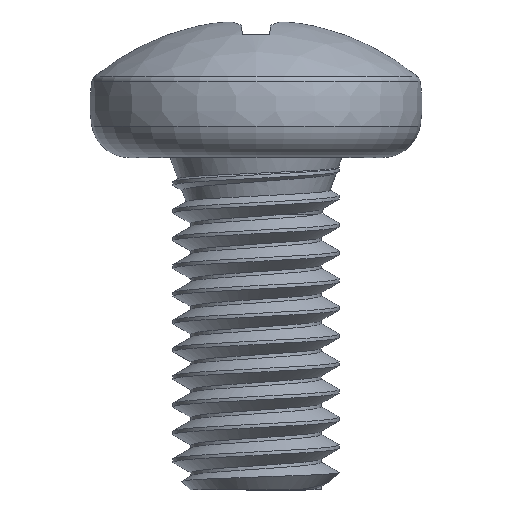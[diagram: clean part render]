
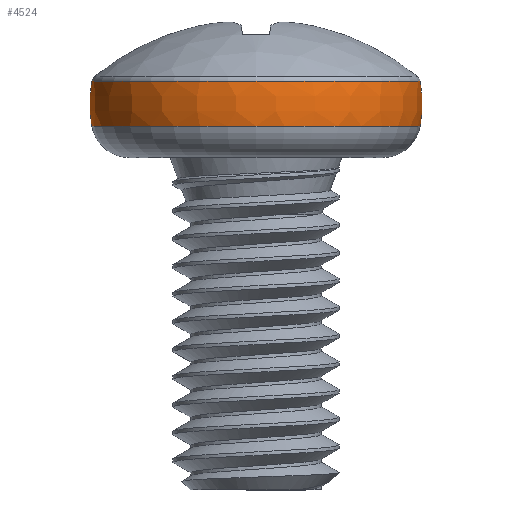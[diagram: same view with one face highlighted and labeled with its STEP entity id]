
A CAD part, left-side view. The second image highlights one B-rep face of the part: STEP entity #4524.
In plain terms, the highlighted toroidal (fillet/blend) face has major radius 0.71 mm and minor radius 2.29 mm.
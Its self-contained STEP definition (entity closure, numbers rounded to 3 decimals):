
#267 = EDGE_CURVE ( 'NONE', #3662, #2461, #2588, .T. ) ;
#379 = CARTESIAN_POINT ( 'NONE',  ( 0., 0., 2.316 ) ) ;
#409 = CARTESIAN_POINT ( 'NONE',  ( 0., -0.71, 2.721 ) ) ;
#764 = CARTESIAN_POINT ( 'NONE',  ( 0., 0., 2.721 ) ) ;
#792 = EDGE_CURVE ( 'NONE', #4467, #4572, #992, .T. ) ;
#804 = DIRECTION ( 'NONE',  ( 0., 0., 1. ) ) ;
#899 = FACE_OUTER_BOUND ( 'NONE', #1532, .T. ) ;
#992 = CIRCLE ( 'NONE', #4637, 2.29 ) ;
#996 = DIRECTION ( 'NONE',  ( 0., 0., 1. ) ) ;
#1139 = ORIENTED_EDGE ( 'NONE', *, *, #3187, .F. ) ;
#1206 = DIRECTION ( 'NONE',  ( 0., 0., 1. ) ) ;
#1298 = ORIENTED_EDGE ( 'NONE', *, *, #267, .F. ) ;
#1441 = AXIS2_PLACEMENT_3D ( 'NONE', #2952, #4436, #2138 ) ;
#1506 = EDGE_CURVE ( 'NONE', #3662, #4467, #4541, .T. ) ;
#1532 = EDGE_LOOP ( 'NONE', ( #1298, #4805, #3497, #1139 ) ) ;
#2138 = DIRECTION ( 'NONE',  ( 0., 1., 0. ) ) ;
#2150 = AXIS2_PLACEMENT_3D ( 'NONE', #379, #4967, #3451 ) ;
#2187 = CIRCLE ( 'NONE', #2859, 2.964 ) ;
#2318 = CARTESIAN_POINT ( 'NONE',  ( 0., -2.964, 3.125 ) ) ;
#2461 = VERTEX_POINT ( 'NONE', #4167 ) ;
#2588 = CIRCLE ( 'NONE', #1441, 2.29 ) ;
#2835 = CARTESIAN_POINT ( 'NONE',  ( 0., 2.964, 2.316 ) ) ;
#2859 = AXIS2_PLACEMENT_3D ( 'NONE', #4833, #996, #3727 ) ;
#2952 = CARTESIAN_POINT ( 'NONE',  ( 0., 0.71, 2.721 ) ) ;
#3027 = CARTESIAN_POINT ( 'NONE',  ( 0., -2.964, 2.316 ) ) ;
#3187 = EDGE_CURVE ( 'NONE', #2461, #4572, #2187, .T. ) ;
#3451 = DIRECTION ( 'NONE',  ( 0., -1., 0. ) ) ;
#3497 = ORIENTED_EDGE ( 'NONE', *, *, #792, .T. ) ;
#3549 = DIRECTION ( 'NONE',  ( -1., 0., 0. ) ) ;
#3619 = TOROIDAL_SURFACE ( 'NONE', #4869, 0.71, 2.29 ) ;
#3662 = VERTEX_POINT ( 'NONE', #2835 ) ;
#3727 = DIRECTION ( 'NONE',  ( 0., -1., 0. ) ) ;
#4167 = CARTESIAN_POINT ( 'NONE',  ( 0., 2.964, 3.125 ) ) ;
#4436 = DIRECTION ( 'NONE',  ( 1., 0., 0. ) ) ;
#4467 = VERTEX_POINT ( 'NONE', #3027 ) ;
#4524 = ADVANCED_FACE ( 'NONE', ( #899 ), #3619, .T. ) ;
#4541 = CIRCLE ( 'NONE', #2150, 2.964 ) ;
#4572 = VERTEX_POINT ( 'NONE', #2318 ) ;
#4614 = DIRECTION ( 'NONE',  ( 0., -1., 0. ) ) ;
#4637 = AXIS2_PLACEMENT_3D ( 'NONE', #409, #3549, #1206 ) ;
#4805 = ORIENTED_EDGE ( 'NONE', *, *, #1506, .T. ) ;
#4833 = CARTESIAN_POINT ( 'NONE',  ( 0., 0., 3.125 ) ) ;
#4869 = AXIS2_PLACEMENT_3D ( 'NONE', #764, #804, #4614 ) ;
#4967 = DIRECTION ( 'NONE',  ( 0., 0., 1. ) ) ;
